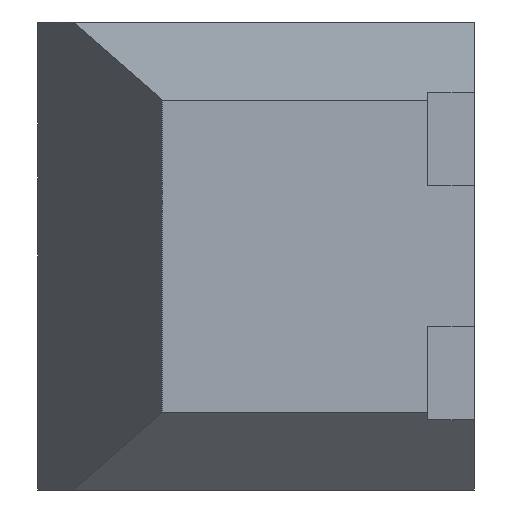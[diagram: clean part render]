
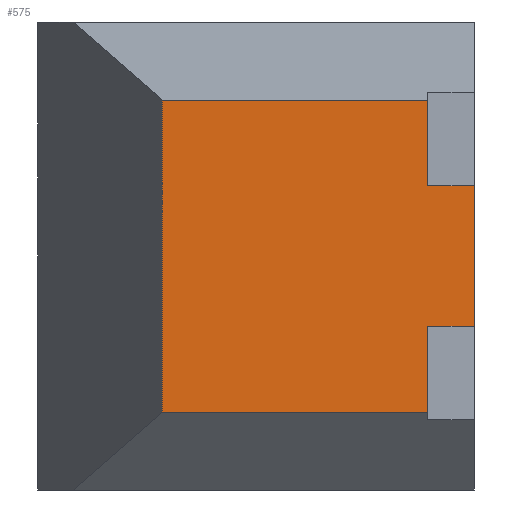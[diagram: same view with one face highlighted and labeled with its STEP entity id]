
A CAD part, left-side view. The second image highlights one B-rep face of the part: STEP entity #575.
In plain terms, the highlighted planar face has unit normal (-1, 0, 0).
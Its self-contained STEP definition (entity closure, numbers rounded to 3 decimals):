
#30 = VECTOR ( 'NONE', #119, 1000. ) ;
#52 = VECTOR ( 'NONE', #169, 1000. ) ;
#56 = CARTESIAN_POINT ( 'NONE',  ( -3.35, 0.15, -0.225 ) ) ;
#75 = EDGE_CURVE ( 'NONE', #1923, #205, #2135, .T. ) ;
#89 = EDGE_CURVE ( 'NONE', #2145, #205, #1400, .T. ) ;
#106 = VERTEX_POINT ( 'NONE', #530 ) ;
#119 = DIRECTION ( 'NONE',  ( 0., 0., -1. ) ) ;
#122 = LINE ( 'NONE', #1858, #52 ) ;
#131 = LINE ( 'NONE', #2075, #1022 ) ;
#145 = DIRECTION ( 'NONE',  ( 0., 1., 0. ) ) ;
#169 = DIRECTION ( 'NONE',  ( 0., 0., 1. ) ) ;
#205 = VERTEX_POINT ( 'NONE', #227 ) ;
#212 = EDGE_CURVE ( 'NONE', #2101, #1242, #131, .T. ) ;
#227 = CARTESIAN_POINT ( 'NONE',  ( -3.35, 1., 0.5 ) ) ;
#260 = LINE ( 'NONE', #958, #2021 ) ;
#285 = CARTESIAN_POINT ( 'NONE',  ( -3.35, 0.15, 0.75 ) ) ;
#289 = CARTESIAN_POINT ( 'NONE',  ( -3.35, 0., -0.225 ) ) ;
#450 = ORIENTED_EDGE ( 'NONE', *, *, #1541, .T. ) ;
#530 = CARTESIAN_POINT ( 'NONE',  ( -3.35, 0.15, -0.5 ) ) ;
#575 = ADVANCED_FACE ( 'NONE', ( #1493 ), #806, .F. ) ;
#629 = CARTESIAN_POINT ( 'NONE',  ( -3.35, 0.15, 0.225 ) ) ;
#642 = LINE ( 'NONE', #2009, #1543 ) ;
#692 = CARTESIAN_POINT ( 'NONE',  ( -3.35, 0., 0.5 ) ) ;
#702 = CARTESIAN_POINT ( 'NONE',  ( -3.35, 1., -0.75 ) ) ;
#806 = PLANE ( 'NONE',  #937 ) ;
#928 = DIRECTION ( 'NONE',  ( 0., -1., 0. ) ) ;
#931 = DIRECTION ( 'NONE',  ( 1., 0., 0. ) ) ;
#937 = AXIS2_PLACEMENT_3D ( 'NONE', #2098, #931, #1275 ) ;
#958 = CARTESIAN_POINT ( 'NONE',  ( -3.35, 0.15, 0.75 ) ) ;
#999 = EDGE_CURVE ( 'NONE', #1923, #1806, #1699, .T. ) ;
#1022 = VECTOR ( 'NONE', #928, 1000. ) ;
#1030 = ORIENTED_EDGE ( 'NONE', *, *, #999, .F. ) ;
#1110 = ORIENTED_EDGE ( 'NONE', *, *, #2162, .F. ) ;
#1223 = ORIENTED_EDGE ( 'NONE', *, *, #1764, .F. ) ;
#1242 = VERTEX_POINT ( 'NONE', #289 ) ;
#1270 = ORIENTED_EDGE ( 'NONE', *, *, #212, .T. ) ;
#1275 = DIRECTION ( 'NONE',  ( 0., 0., -1. ) ) ;
#1342 = DIRECTION ( 'NONE',  ( 0., 1., 0. ) ) ;
#1379 = CARTESIAN_POINT ( 'NONE',  ( -3.35, 0., -0.5 ) ) ;
#1400 = LINE ( 'NONE', #702, #2007 ) ;
#1444 = DIRECTION ( 'NONE',  ( 0., 0., -1. ) ) ;
#1451 = LINE ( 'NONE', #1379, #1604 ) ;
#1467 = EDGE_LOOP ( 'NONE', ( #1223, #1270, #1663, #450, #1030, #1810, #1902, #1110 ) ) ;
#1493 = FACE_OUTER_BOUND ( 'NONE', #1467, .T. ) ;
#1541 = EDGE_CURVE ( 'NONE', #1898, #1806, #642, .T. ) ;
#1543 = VECTOR ( 'NONE', #1342, 1000. ) ;
#1604 = VECTOR ( 'NONE', #1722, 1000. ) ;
#1645 = EDGE_CURVE ( 'NONE', #1242, #1898, #122, .T. ) ;
#1661 = CARTESIAN_POINT ( 'NONE',  ( -3.35, 0.15, 0.5 ) ) ;
#1663 = ORIENTED_EDGE ( 'NONE', *, *, #1645, .T. ) ;
#1699 = LINE ( 'NONE', #285, #30 ) ;
#1722 = DIRECTION ( 'NONE',  ( 0., 1., 0. ) ) ;
#1764 = EDGE_CURVE ( 'NONE', #2101, #106, #260, .T. ) ;
#1787 = VECTOR ( 'NONE', #145, 1000. ) ;
#1806 = VERTEX_POINT ( 'NONE', #629 ) ;
#1810 = ORIENTED_EDGE ( 'NONE', *, *, #75, .T. ) ;
#1858 = CARTESIAN_POINT ( 'NONE',  ( -3.35, 0., 0.75 ) ) ;
#1898 = VERTEX_POINT ( 'NONE', #2015 ) ;
#1902 = ORIENTED_EDGE ( 'NONE', *, *, #89, .F. ) ;
#1923 = VERTEX_POINT ( 'NONE', #1661 ) ;
#2007 = VECTOR ( 'NONE', #2055, 1000. ) ;
#2009 = CARTESIAN_POINT ( 'NONE',  ( -3.35, 1.4, 0.225 ) ) ;
#2015 = CARTESIAN_POINT ( 'NONE',  ( -3.35, 0., 0.225 ) ) ;
#2021 = VECTOR ( 'NONE', #1444, 1000. ) ;
#2055 = DIRECTION ( 'NONE',  ( 0., 0., 1. ) ) ;
#2070 = CARTESIAN_POINT ( 'NONE',  ( -3.35, 1., -0.5 ) ) ;
#2075 = CARTESIAN_POINT ( 'NONE',  ( -3.35, 1.4, -0.225 ) ) ;
#2098 = CARTESIAN_POINT ( 'NONE',  ( -3.35, 1.4, 0.75 ) ) ;
#2101 = VERTEX_POINT ( 'NONE', #56 ) ;
#2135 = LINE ( 'NONE', #692, #1787 ) ;
#2145 = VERTEX_POINT ( 'NONE', #2070 ) ;
#2162 = EDGE_CURVE ( 'NONE', #106, #2145, #1451, .T. ) ;
